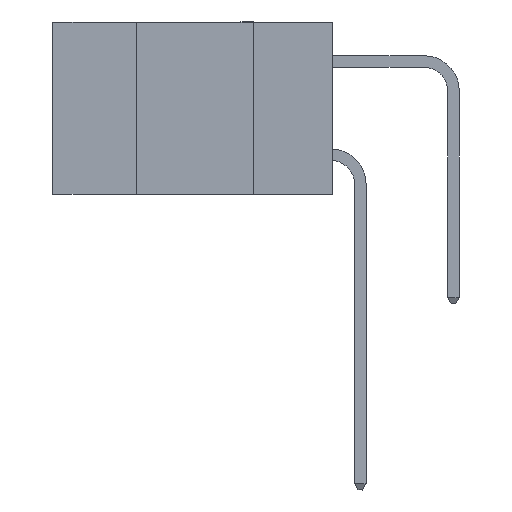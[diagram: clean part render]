
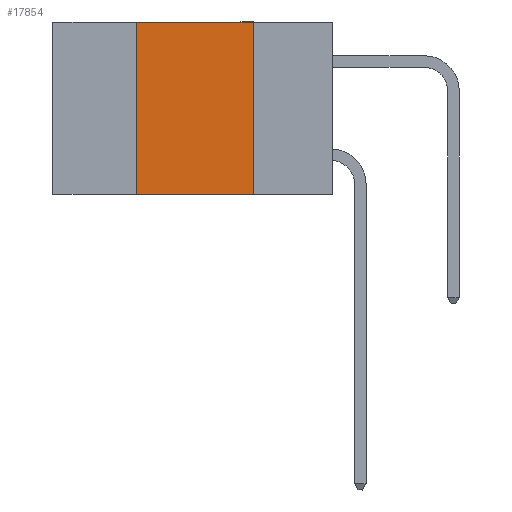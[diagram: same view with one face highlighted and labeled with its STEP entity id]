
A CAD part, left-side view. The second image highlights one B-rep face of the part: STEP entity #17854.
In plain terms, the highlighted planar face has unit normal (-1, 0, 0).
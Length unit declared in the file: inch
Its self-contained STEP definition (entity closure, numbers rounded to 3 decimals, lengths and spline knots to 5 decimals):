
#675 = VERTEX_POINT ( 'NONE', #9001 ) ;
#889 = EDGE_CURVE ( 'NONE', #13469, #22343, #15079, .T. ) ;
#1076 = CARTESIAN_POINT ( 'NONE',  ( 0., 0.42, -0.37 ) ) ;
#1129 = PLANE ( 'NONE',  #15347 ) ;
#2858 = CARTESIAN_POINT ( 'NONE',  ( 0., 0.6, 0. ) ) ;
#4210 = CARTESIAN_POINT ( 'NONE',  ( 0., 0.17, -0.37 ) ) ;
#4504 = VECTOR ( 'NONE', #21375, 39.37008 ) ;
#5466 = CARTESIAN_POINT ( 'NONE',  ( 0., 0.42, 0. ) ) ;
#6621 = CARTESIAN_POINT ( 'NONE',  ( 0., 0.6, 0. ) ) ;
#8172 = ORIENTED_EDGE ( 'NONE', *, *, #10259, .F. ) ;
#9001 = CARTESIAN_POINT ( 'NONE',  ( 0., 0.42, 0. ) ) ;
#9071 = EDGE_CURVE ( 'NONE', #16591, #22343, #14504, .T. ) ;
#9538 = CARTESIAN_POINT ( 'NONE',  ( 0., 0.6, -0.37 ) ) ;
#9703 = DIRECTION ( 'NONE',  ( 0., 0., 1. ) ) ;
#10259 = EDGE_CURVE ( 'NONE', #675, #16591, #11516, .T. ) ;
#10996 = VECTOR ( 'NONE', #18113, 39.37008 ) ;
#11217 = EDGE_CURVE ( 'NONE', #13469, #675, #21018, .T. ) ;
#11305 = ORIENTED_EDGE ( 'NONE', *, *, #889, .T. ) ;
#11516 = LINE ( 'NONE', #2858, #4504 ) ;
#11983 = DIRECTION ( 'NONE',  ( 1., 0., 0. ) ) ;
#13140 = CARTESIAN_POINT ( 'NONE',  ( 0., 0.17, 0. ) ) ;
#13469 = VERTEX_POINT ( 'NONE', #1076 ) ;
#13829 = DIRECTION ( 'NONE',  ( 0., 0., -1. ) ) ;
#14504 = LINE ( 'NONE', #16176, #10996 ) ;
#15079 = LINE ( 'NONE', #9538, #20869 ) ;
#15086 = DIRECTION ( 'NONE',  ( 0., -1., 0. ) ) ;
#15347 = AXIS2_PLACEMENT_3D ( 'NONE', #6621, #11983, #13829 ) ;
#16176 = CARTESIAN_POINT ( 'NONE',  ( 0., 0.17, 0. ) ) ;
#16591 = VERTEX_POINT ( 'NONE', #13140 ) ;
#17041 = FACE_OUTER_BOUND ( 'NONE', #20648, .T. ) ;
#17854 = ADVANCED_FACE ( 'NONE', ( #17041 ), #1129, .F. ) ;
#17968 = ORIENTED_EDGE ( 'NONE', *, *, #9071, .F. ) ;
#18113 = DIRECTION ( 'NONE',  ( 0., 0., -1. ) ) ;
#20648 = EDGE_LOOP ( 'NONE', ( #17968, #8172, #22299, #11305 ) ) ;
#20869 = VECTOR ( 'NONE', #15086, 39.37008 ) ;
#21018 = LINE ( 'NONE', #5466, #21610 ) ;
#21375 = DIRECTION ( 'NONE',  ( 0., -1., 0. ) ) ;
#21610 = VECTOR ( 'NONE', #9703, 39.37008 ) ;
#22299 = ORIENTED_EDGE ( 'NONE', *, *, #11217, .F. ) ;
#22343 = VERTEX_POINT ( 'NONE', #4210 ) ;
